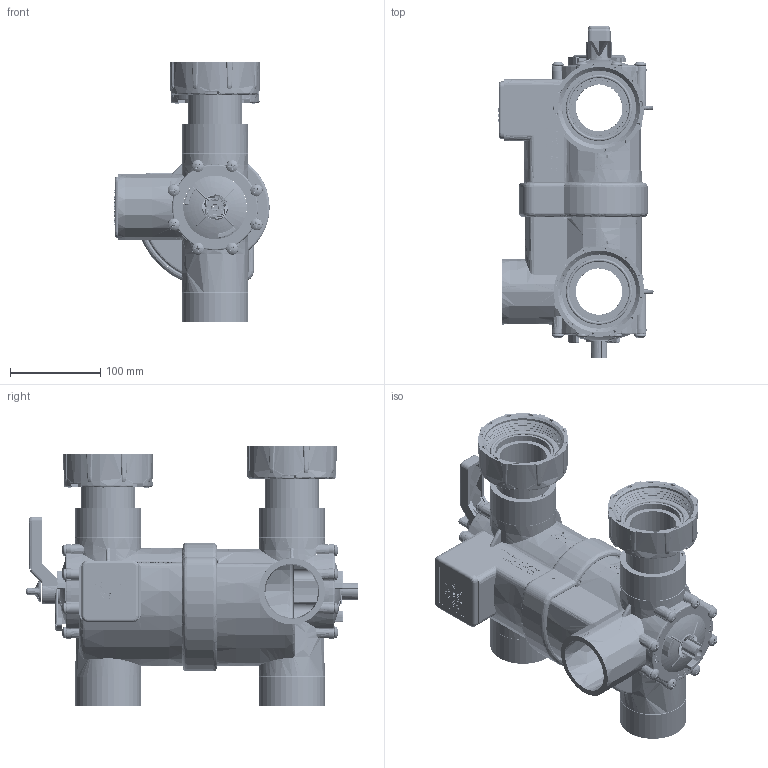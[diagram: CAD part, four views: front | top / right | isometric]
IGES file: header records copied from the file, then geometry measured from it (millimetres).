
Start section: SolidWorks IGES file using analytic representation for surfaces
Global section: file name: 8034 BACKWASH VALVE.IGS; native system: SolidWorks 2016; preprocessor: SolidWorks 2016; author: Karl.Kendrick; date: 170621.091215; units: inch
Bounding box: 171.58 x 367.21 x 287.96 mm (x, y, z)
Surface area: 452557.2 mm2 (no closed solid volume)
Topology: 0 solids, 0 shells, 2881 faces, 54567 edges, 54414 vertices
Faces by surface type: bspline 2154, revolution 727
